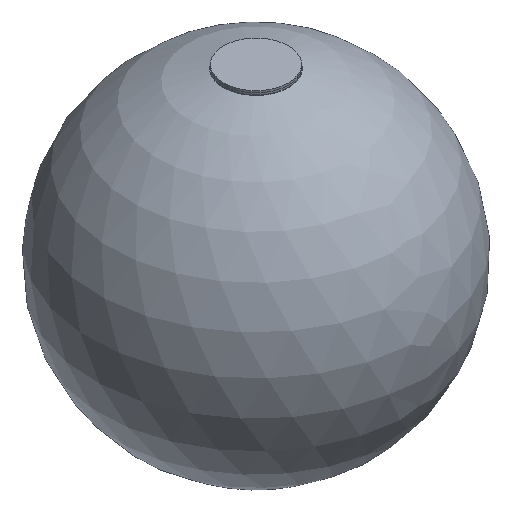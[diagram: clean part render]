
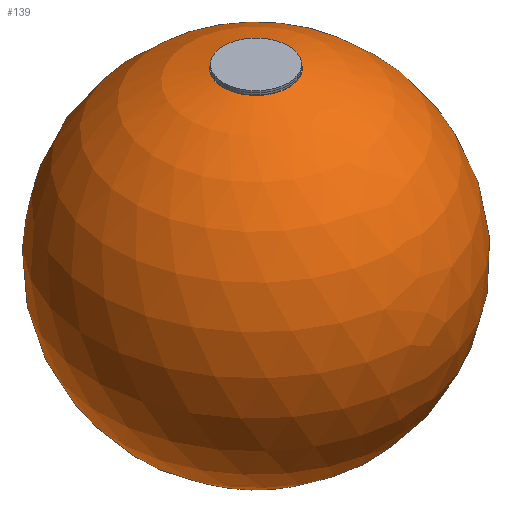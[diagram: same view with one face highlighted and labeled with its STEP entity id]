
A CAD part, isometric view. The second image highlights one B-rep face of the part: STEP entity #139.
In plain terms, the highlighted spherical face has radius 90 mm.
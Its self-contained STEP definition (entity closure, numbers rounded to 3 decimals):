
#13=SPHERICAL_SURFACE('',#184,90.);
#41=FACE_OUTER_BOUND('',#54,.T.);
#54=EDGE_LOOP('',(#114,#115,#116,#117));
#64=CIRCLE('',#181,46.959);
#65=CIRCLE('',#183,17.802);
#66=CIRCLE('',#185,90.);
#75=VERTEX_POINT('',#266);
#76=VERTEX_POINT('',#269);
#88=EDGE_CURVE('',#75,#75,#64,.T.);
#89=EDGE_CURVE('',#76,#76,#65,.T.);
#90=EDGE_CURVE('',#76,#75,#66,.T.);
#114=ORIENTED_EDGE('',*,*,#89,.T.);
#115=ORIENTED_EDGE('',*,*,#90,.T.);
#116=ORIENTED_EDGE('',*,*,#88,.F.);
#117=ORIENTED_EDGE('',*,*,#90,.F.);
#139=ADVANCED_FACE('',(#41),#13,.T.);
#181=AXIS2_PLACEMENT_3D('',#267,#222,#223);
#183=AXIS2_PLACEMENT_3D('',#270,#226,#227);
#184=AXIS2_PLACEMENT_3D('',#271,#228,#229);
#185=AXIS2_PLACEMENT_3D('',#272,#230,#231);
#222=DIRECTION('center_axis',(0.,0.,
-1.));
#223=DIRECTION('ref_axis',(-0.047,0.999,0.));
#226=DIRECTION('center_axis',(0.,0.,
-1.));
#227=DIRECTION('ref_axis',(-0.047,0.999,0.));
#228=DIRECTION('center_axis',(0.,0.,
1.));
#229=DIRECTION('ref_axis',(-0.047,0.999,0.));
#230=DIRECTION('center_axis',(0.999,0.047,0.));
#231=DIRECTION('ref_axis',(0.047,-0.999,0.));
#266=CARTESIAN_POINT('',(2.207,-46.907,-267.));
#267=CARTESIAN_POINT('Origin',(0.,0.,
-267.));
#269=CARTESIAN_POINT('',(0.837,-17.783,-102.));
#270=CARTESIAN_POINT('Origin',(0.,0.,
-102.));
#271=CARTESIAN_POINT('Origin',(0.,0.,
-190.222));
#272=CARTESIAN_POINT('Origin',(0.,0.,
-190.222));
